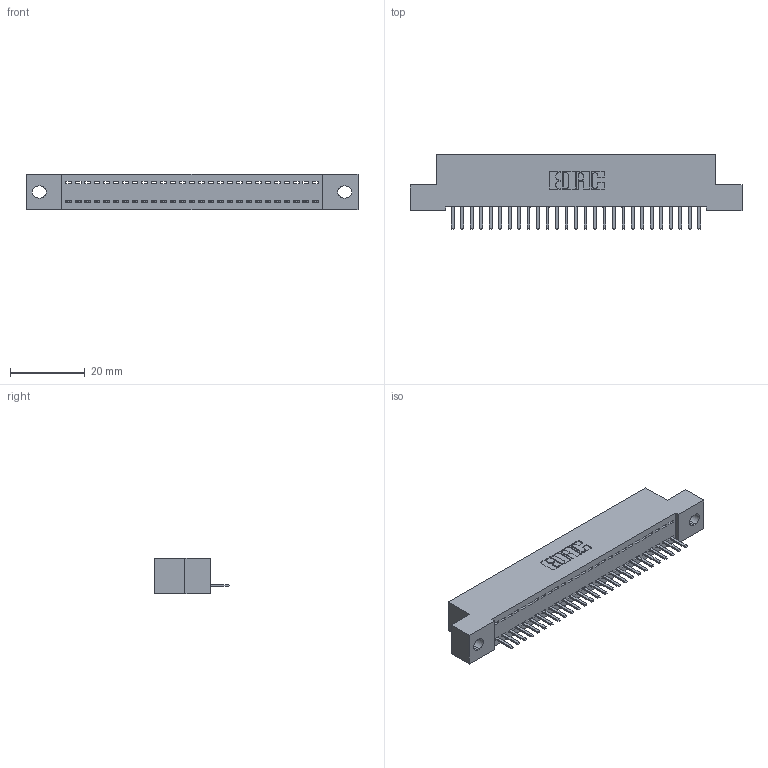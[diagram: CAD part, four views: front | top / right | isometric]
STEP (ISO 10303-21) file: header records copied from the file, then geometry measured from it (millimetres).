
FILE_DESCRIPTION (( 'STEP AP203' ), '1' );
FILE_NAME ('342-027-520-102.STEP', '2019-10-02T01:57:43', ( '' ), ( '' ), 'SwSTEP 2.0', 'SolidWorks 2016', '' );
FILE_SCHEMA (( 'CONFIG_CONTROL_DESIGN' ));
Length unit declared in the file: inch
Products named in the file (3): 342 Part_.128 Slot; 345-292-001_345-293-120; 342-027-520-102
Assembly tree (28 placements, depth 2):
  342-027-520-102
    342 Part_.128 Slot
    345-292-001_345-293-120  x27
Bounding box: 88.9 x 20.02 x 9.4 mm (x, y, z)
Volume: 7609.7 mm3; surface area: 10405.6 mm2
Topology: 28 solids, 28 shells, 1788 faces, 5279 edges, 3446 vertices
Faces by surface type: plane 1258, cylinder 530
Entity records: 18563 total; most frequent: CARTESIAN_POINT 3223, ORIENTED_EDGE 3174, DIRECTION 2737, EDGE_CURVE 1587, LINE 1455, VECTOR 1455, VERTEX_POINT 1054, AXIS2_PLACEMENT_3D 641
